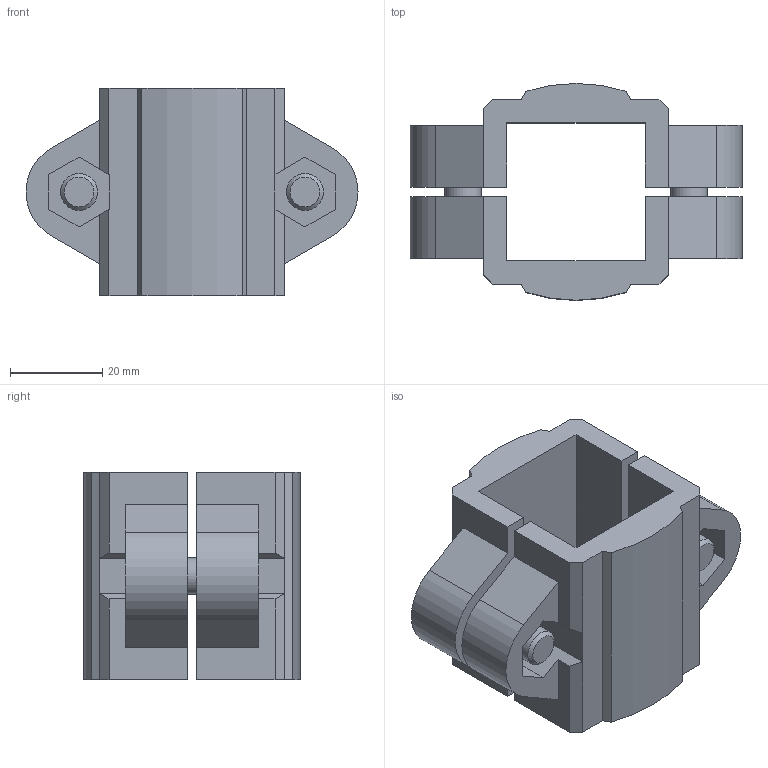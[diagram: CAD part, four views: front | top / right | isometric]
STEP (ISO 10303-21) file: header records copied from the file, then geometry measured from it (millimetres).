
FILE_DESCRIPTION( ( 'STEP AP214' ), '1' );
FILE_NAME( 'K0481.30.stp', '2020-12-08T10:24:00', ( '' ), ( '' ), ' ', 'PARTsolutions', ' ' );
FILE_SCHEMA( ( 'AUTOMOTIVE_DESIGN { 1 0 10303 214 1 1 1 1 }' ) );
Length unit declared in the file: millimetre
Products named in the file (1): _K0481.30
Bounding box: 72 x 47 x 45 mm (x, y, z)
Volume: 52178 mm3; surface area: 20959.1 mm2
Topology: 1 solids, 1 shells, 110 faces, 302 edges, 202 vertices
Faces by surface type: plane 96, cylinder 12, cone 2
Full cylindrical faces by diameter (mm): 8 x4, 13 x2
Entity records: 4272 total; most frequent: CARTESIAN_POINT 599, ORIENTED_EDGE 580, DIRECTION 538, EDGE_CURVE 290, LINE 264, VECTOR 264, VERTEX_POINT 198, AXIS2_PLACEMENT_3D 137
